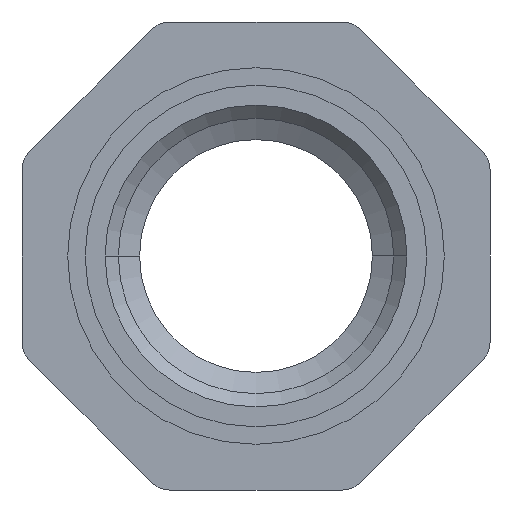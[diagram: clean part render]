
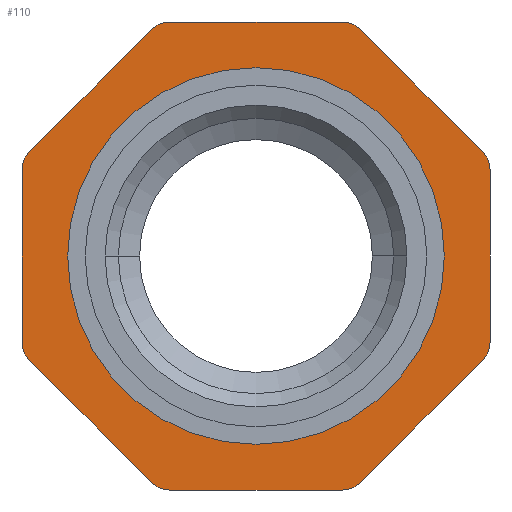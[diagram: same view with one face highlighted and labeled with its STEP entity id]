
A CAD part, left-side view. The second image highlights one B-rep face of the part: STEP entity #110.
In plain terms, the highlighted planar face has unit normal (-1, 0, 0).
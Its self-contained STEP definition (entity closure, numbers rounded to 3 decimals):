
#110 = ADVANCED_FACE( '', ( #188, #189 ), #190, .T. );
#188 = FACE_OUTER_BOUND( '', #271, .T. );
#189 = FACE_BOUND( '', #272, .T. );
#190 = PLANE( '', #273 );
#271 = EDGE_LOOP( '', ( #540, #541, #542, #543, #544, #545, #546, #547, #548, #549, #550, #551, #552, #553, #554, #555 ) );
#272 = EDGE_LOOP( '', ( #556, #557 ) );
#273 = AXIS2_PLACEMENT_3D( '', #558, #559, #560 );
#540 = ORIENTED_EDGE( '', *, *, #639, .T. );
#541 = ORIENTED_EDGE( '', *, *, #636, .T. );
#542 = ORIENTED_EDGE( '', *, *, #633, .T. );
#543 = ORIENTED_EDGE( '', *, *, #630, .T. );
#544 = ORIENTED_EDGE( '', *, *, #627, .T. );
#545 = ORIENTED_EDGE( '', *, *, #624, .T. );
#546 = ORIENTED_EDGE( '', *, *, #621, .T. );
#547 = ORIENTED_EDGE( '', *, *, #618, .T. );
#548 = ORIENTED_EDGE( '', *, *, #615, .T. );
#549 = ORIENTED_EDGE( '', *, *, #660, .T. );
#550 = ORIENTED_EDGE( '', *, *, #657, .T. );
#551 = ORIENTED_EDGE( '', *, *, #654, .T. );
#552 = ORIENTED_EDGE( '', *, *, #651, .T. );
#553 = ORIENTED_EDGE( '', *, *, #648, .T. );
#554 = ORIENTED_EDGE( '', *, *, #645, .T. );
#555 = ORIENTED_EDGE( '', *, *, #642, .T. );
#556 = ORIENTED_EDGE( '', *, *, #587, .F. );
#557 = ORIENTED_EDGE( '', *, *, #671, .F. );
#558 = CARTESIAN_POINT( '', ( -48.875, 21.917, 0. ) );
#559 = DIRECTION( '', ( -1., 0., 0. ) );
#560 = DIRECTION( '', ( 0., 1., 0. ) );
#587 = EDGE_CURVE( '', #682, #685, #686, .T. );
#615 = EDGE_CURVE( '', #736, #734, #737, .T. );
#618 = EDGE_CURVE( '', #741, #736, #742, .T. );
#621 = EDGE_CURVE( '', #746, #741, #747, .T. );
#624 = EDGE_CURVE( '', #751, #746, #752, .T. );
#627 = EDGE_CURVE( '', #756, #751, #757, .T. );
#630 = EDGE_CURVE( '', #761, #756, #762, .T. );
#633 = EDGE_CURVE( '', #766, #761, #767, .T. );
#636 = EDGE_CURVE( '', #771, #766, #772, .T. );
#639 = EDGE_CURVE( '', #776, #771, #777, .T. );
#642 = EDGE_CURVE( '', #781, #776, #782, .T. );
#645 = EDGE_CURVE( '', #786, #781, #787, .T. );
#648 = EDGE_CURVE( '', #791, #786, #792, .T. );
#651 = EDGE_CURVE( '', #796, #791, #797, .T. );
#654 = EDGE_CURVE( '', #801, #796, #802, .T. );
#657 = EDGE_CURVE( '', #806, #801, #807, .T. );
#660 = EDGE_CURVE( '', #734, #806, #810, .T. );
#671 = EDGE_CURVE( '', #685, #682, #821, .T. );
#682 = VERTEX_POINT( '', #834 );
#685 = VERTEX_POINT( '', #838 );
#686 = CIRCLE( '', #839, 16.5 );
#734 = VERTEX_POINT( '', #902 );
#736 = VERTEX_POINT( '', #905 );
#737 = CIRCLE( '', #906, 2.3 );
#741 = VERTEX_POINT( '', #912 );
#742 = LINE( '', #913, #914 );
#746 = VERTEX_POINT( '', #919 );
#747 = CIRCLE( '', #920, 2.3 );
#751 = VERTEX_POINT( '', #926 );
#752 = LINE( '', #927, #928 );
#756 = VERTEX_POINT( '', #933 );
#757 = CIRCLE( '', #934, 2.3 );
#761 = VERTEX_POINT( '', #940 );
#762 = LINE( '', #941, #942 );
#766 = VERTEX_POINT( '', #947 );
#767 = CIRCLE( '', #948, 2.3 );
#771 = VERTEX_POINT( '', #954 );
#772 = LINE( '', #955, #956 );
#776 = VERTEX_POINT( '', #961 );
#777 = CIRCLE( '', #962, 2.3 );
#781 = VERTEX_POINT( '', #968 );
#782 = LINE( '', #969, #970 );
#786 = VERTEX_POINT( '', #975 );
#787 = CIRCLE( '', #976, 2.3 );
#791 = VERTEX_POINT( '', #982 );
#792 = LINE( '', #983, #984 );
#796 = VERTEX_POINT( '', #989 );
#797 = CIRCLE( '', #990, 2.3 );
#801 = VERTEX_POINT( '', #996 );
#802 = LINE( '', #997, #998 );
#806 = VERTEX_POINT( '', #1003 );
#807 = CIRCLE( '', #1004, 2.3 );
#810 = LINE( '', #1009, #1010 );
#821 = CIRCLE( '', #1021, 16.5 );
#834 = CARTESIAN_POINT( '', ( -48.875, 16.5, 0. ) );
#838 = CARTESIAN_POINT( '', ( -48.875, -16.5, 0. ) );
#839 = AXIS2_PLACEMENT_3D( '', #1033, #1034, #1035 );
#902 = CARTESIAN_POINT( '', ( -48.875, 7.539, -20.5 ) );
#905 = CARTESIAN_POINT( '', ( -48.875, 9.165, -19.826 ) );
#906 = AXIS2_PLACEMENT_3D( '', #1085, #1086, #1087 );
#912 = CARTESIAN_POINT( '', ( -48.875, 19.826, -9.165 ) );
#913 = CARTESIAN_POINT( '', ( -48.875, 17.31, -11.682 ) );
#914 = VECTOR( '', #1090, 1. );
#919 = CARTESIAN_POINT( '', ( -48.875, 20.5, -7.539 ) );
#920 = AXIS2_PLACEMENT_3D( '', #1095, #1096, #1097 );
#926 = CARTESIAN_POINT( '', ( -48.875, 20.5, 7.539 ) );
#927 = CARTESIAN_POINT( '', ( -48.875, 20.5, -3.769 ) );
#928 = VECTOR( '', #1100, 1. );
#933 = CARTESIAN_POINT( '', ( -48.875, 19.826, 9.165 ) );
#934 = AXIS2_PLACEMENT_3D( '', #1105, #1106, #1107 );
#940 = CARTESIAN_POINT( '', ( -48.875, 9.165, 19.826 ) );
#941 = CARTESIAN_POINT( '', ( -48.875, 22.64, 6.351 ) );
#942 = VECTOR( '', #1110, 1. );
#947 = CARTESIAN_POINT( '', ( -48.875, 7.539, 20.5 ) );
#948 = AXIS2_PLACEMENT_3D( '', #1115, #1116, #1117 );
#954 = CARTESIAN_POINT( '', ( -48.875, -7.539, 20.5 ) );
#955 = CARTESIAN_POINT( '', ( -48.875, 14.728, 20.5 ) );
#956 = VECTOR( '', #1120, 1. );
#961 = CARTESIAN_POINT( '', ( -48.875, -9.165, 19.826 ) );
#962 = AXIS2_PLACEMENT_3D( '', #1125, #1126, #1127 );
#968 = CARTESIAN_POINT( '', ( -48.875, -19.826, 9.165 ) );
#969 = CARTESIAN_POINT( '', ( -48.875, -6.351, 22.64 ) );
#970 = VECTOR( '', #1130, 1. );
#975 = CARTESIAN_POINT( '', ( -48.875, -20.5, 7.539 ) );
#976 = AXIS2_PLACEMENT_3D( '', #1135, #1136, #1137 );
#982 = CARTESIAN_POINT( '', ( -48.875, -20.5, -7.539 ) );
#983 = CARTESIAN_POINT( '', ( -48.875, -20.5, 3.769 ) );
#984 = VECTOR( '', #1140, 1. );
#989 = CARTESIAN_POINT( '', ( -48.875, -19.826, -9.165 ) );
#990 = AXIS2_PLACEMENT_3D( '', #1145, #1146, #1147 );
#996 = CARTESIAN_POINT( '', ( -48.875, -9.165, -19.826 ) );
#997 = CARTESIAN_POINT( '', ( -48.875, -11.682, -17.31 ) );
#998 = VECTOR( '', #1150, 1. );
#1003 = CARTESIAN_POINT( '', ( -48.875, -7.539, -20.5 ) );
#1004 = AXIS2_PLACEMENT_3D( '', #1155, #1156, #1157 );
#1009 = CARTESIAN_POINT( '', ( -48.875, 7.189, -20.5 ) );
#1010 = VECTOR( '', #1160, 1. );
#1021 = AXIS2_PLACEMENT_3D( '', #1191, #1192, #1193 );
#1033 = CARTESIAN_POINT( '', ( -48.875, 0., 0. ) );
#1034 = DIRECTION( '', ( -1., 0., 0. ) );
#1035 = DIRECTION( '', ( 0., 1., 0. ) );
#1085 = CARTESIAN_POINT( '', ( -48.875, 7.539, -18.2 ) );
#1086 = DIRECTION( '', ( -1., 0., 0. ) );
#1087 = DIRECTION( '', ( 0., 0., -1. ) );
#1090 = DIRECTION( '', ( 0., -0.707, -0.707 ) );
#1095 = CARTESIAN_POINT( '', ( -48.875, 18.2, -7.539 ) );
#1096 = DIRECTION( '', ( -1., 0., 0. ) );
#1097 = DIRECTION( '', ( 0., 0.707, -0.707 ) );
#1100 = DIRECTION( '', ( 0., 0., -1. ) );
#1105 = CARTESIAN_POINT( '', ( -48.875, 18.2, 7.539 ) );
#1106 = DIRECTION( '', ( -1., 0., 0. ) );
#1107 = DIRECTION( '', ( 0., 1., 0. ) );
#1110 = DIRECTION( '', ( 0., 0.707, -0.707 ) );
#1115 = CARTESIAN_POINT( '', ( -48.875, 7.539, 18.2 ) );
#1116 = DIRECTION( '', ( -1., 0., 0. ) );
#1117 = DIRECTION( '', ( 0., 0.707, 0.707 ) );
#1120 = DIRECTION( '', ( 0., 1., 0. ) );
#1125 = CARTESIAN_POINT( '', ( -48.875, -7.539, 18.2 ) );
#1126 = DIRECTION( '', ( -1., 0., 0. ) );
#1127 = DIRECTION( '', ( 0., 0., 1. ) );
#1130 = DIRECTION( '', ( 0., 0.707, 0.707 ) );
#1135 = CARTESIAN_POINT( '', ( -48.875, -18.2, 7.539 ) );
#1136 = DIRECTION( '', ( -1., 0., 0. ) );
#1137 = DIRECTION( '', ( 0., -0.707, 0.707 ) );
#1140 = DIRECTION( '', ( 0., 0., 1. ) );
#1145 = CARTESIAN_POINT( '', ( -48.875, -18.2, -7.539 ) );
#1146 = DIRECTION( '', ( -1., 0., 0. ) );
#1147 = DIRECTION( '', ( 0., -1., 0. ) );
#1150 = DIRECTION( '', ( 0., -0.707, 0.707 ) );
#1155 = CARTESIAN_POINT( '', ( -48.875, -7.539, -18.2 ) );
#1156 = DIRECTION( '', ( -1., 0., 0. ) );
#1157 = DIRECTION( '', ( 0., -0.707, -0.707 ) );
#1160 = DIRECTION( '', ( 0., -1., 0. ) );
#1191 = CARTESIAN_POINT( '', ( -48.875, 0., 0. ) );
#1192 = DIRECTION( '', ( -1., 0., 0. ) );
#1193 = DIRECTION( '', ( 0., 1., 0. ) );
